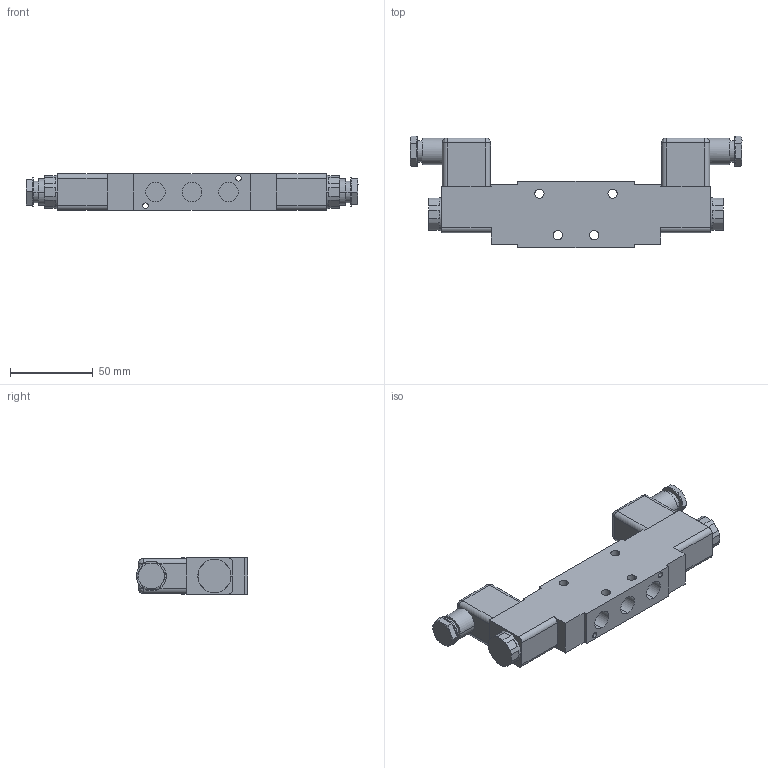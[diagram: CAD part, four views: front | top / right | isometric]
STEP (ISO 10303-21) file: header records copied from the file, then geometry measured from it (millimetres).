
FILE_DESCRIPTION (( 'STEP AP203' ), '1' );
FILE_NAME ('MH.520.701GTT.STEP', '2018-11-22T16:35:35', ( '' ), ( '' ), 'SwSTEP 2.0', 'SolidWorks 2013', '' );
FILE_SCHEMA (( 'CONFIG_CONTROL_DESIGN' ));
Length unit declared in the file: millimetre
Products named in the file (1): MH.520.701GTT
Bounding box: 200 x 67 x 22 mm (x, y, z)
Volume: 161228.3 mm3; surface area: 33528.3 mm2
Topology: 3 solids, 3 shells, 227 faces, 544 edges, 340 vertices
Faces by surface type: plane 129, cylinder 82, cone 8, bspline 8
Entity records: 6857 total; most frequent: CARTESIAN_POINT 1422, DIRECTION 1164, ORIENTED_EDGE 1072, EDGE_CURVE 536, AXIS2_PLACEMENT_3D 436, VERTEX_POINT 340, LINE 292, VECTOR 292
